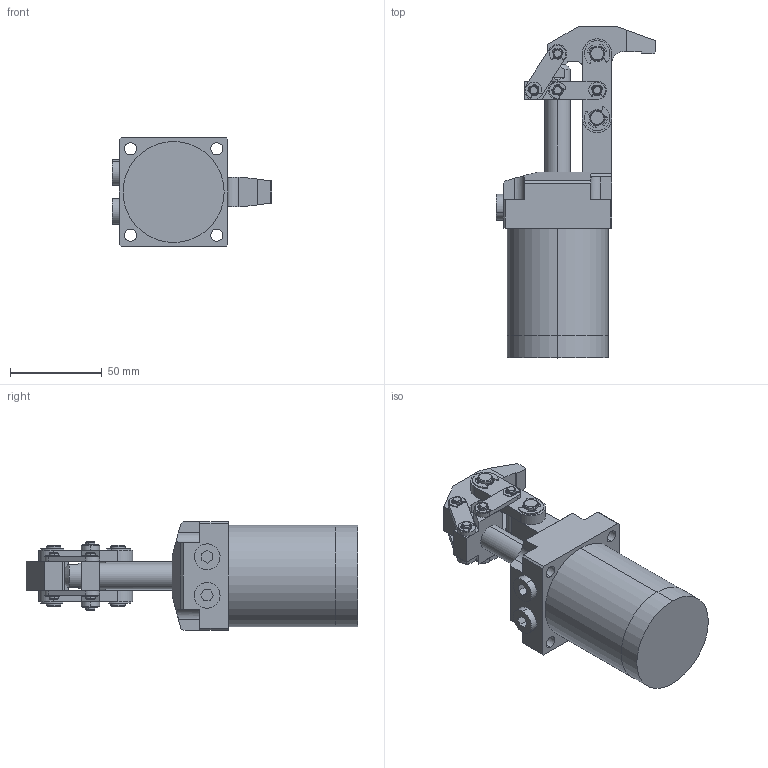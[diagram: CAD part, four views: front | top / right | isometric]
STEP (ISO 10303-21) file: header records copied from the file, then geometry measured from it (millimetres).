
FILE_DESCRIPTION (( 'STEP AP203' ), '1' );
FILE_NAME ('CLF5H-32连杆油压缸三维图.STEP', '2019-03-31T07:20:34', ( 'User' ), ( 'china' ), 'SwSTEP 2.0', 'SolidWorks 2018', '' );
FILE_SCHEMA (( 'CONFIG_CONTROL_DESIGN' ));
Length unit declared in the file: millimetre
Products named in the file (15): 开口挡圈（4-0.5）; 32蟀裝1; 囀鞠褒黑芛郔陔1-8; 32蟀裝4; CLF5H-32连杆油压缸三维图; 32蟀裝3; 32活塞杆; 32种粣2; CLF5H-32掛极; 32种粣3; 32綴裔; 32种粣1; 32揤旋; 开口挡圈（7-0.8）; 32蟀裝2
Assembly tree (31 placements, depth 2):
  CLF5H-32连杆油压缸三维图
    CLF5H-32掛极
    32綴裔
    32揤旋
    32蟀裝2
    32蟀裝1  x2
    32蟀裝4  x2
    32蟀裝3  x2
    32活塞杆
    32种粣2  x2
    32种粣3  x2
    32种粣1  x2
    开口挡圈（7-0.8）  x4
    开口挡圈（4-0.5）  x8
    囀鞠褒黑芛郔陔1-8  x2
Bounding box: 87 x 180.5 x 59 mm (x, y, z)
Volume: 279399.7 mm3; surface area: 72486.3 mm2
Topology: 31 solids, 31 shells, 865 faces, 2174 edges, 1407 vertices
Faces by surface type: cylinder 459, plane 266, cone 124, torus 12, bspline 4
Entity records: 17121 total; most frequent: CARTESIAN_POINT 5161, DIRECTION 2237, ORIENTED_EDGE 1954, EDGE_CURVE 977, AXIS2_PLACEMENT_3D 862, VERTEX_POINT 625, VECTOR 513, LINE 513
